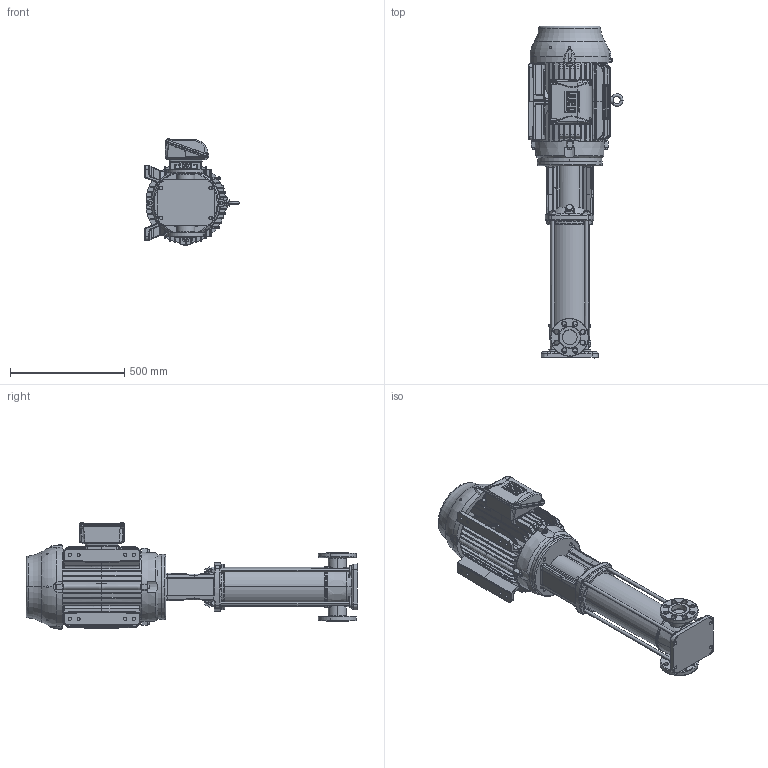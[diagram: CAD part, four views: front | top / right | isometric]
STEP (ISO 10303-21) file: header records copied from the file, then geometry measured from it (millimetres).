
FILE_DESCRIPTION (( 'STEP AP203' ), '1' );
FILE_NAME ('3350089 - MVI-100-10-25 HP-284TSC-304-E-575~3.step', '2022-03-31T13:55:28', ( '' ), ( '' ), 'SwSTEP 2.0', 'SolidWorks 2021', '' );
FILE_SCHEMA (( 'CONFIG_CONTROL_DESIGN' ));
Length unit declared in the file: inch
Products named in the file (5): sbi_n_20-10_flange(NEMA); MVI PEO - [304-EPDM]_3304089 - MVI-100-10-25 HP-284TSC-304-E-S; 2700105 - NEMA V2 25 HP 284_6TSC 575~3 TEFC W; TEFC MOTOR_2700105 - NEMA V2 25 HP 284_6TSC 575~3 TEFC W; 3350089 - MVI-100-10-25 HP-284TSC-304-E-575~3
Assembly tree (4 placements, depth 3):
  3350089 - MVI-100-10-25 HP-284TSC-304-E-575~3
    MVI PEO - [304-EPDM]_3304089 - MVI-100-10-25 HP-284TSC-304-E-S
      sbi_n_20-10_flange(NEMA)
    TEFC MOTOR_2700105 - NEMA V2 25 HP 284_6TSC 575~3 TEFC W
      2700105 - NEMA V2 25 HP 284_6TSC 575~3 TEFC W
Bounding box: 410.79 x 1449.62 x 466.9 mm (x, y, z)
Volume: 72164614.9 mm3; surface area: 3183936.5 mm2
Topology: 22 solids, 24 shells, 3607 faces, 9268 edges, 5789 vertices
Faces by surface type: bspline 1116, cylinder 1102, plane 1026, cone 286, torus 59, sphere 18
Entity records: 188030 total; most frequent: CARTESIAN_POINT 111010, ORIENTED_EDGE 18480, DIRECTION 12658, EDGE_CURVE 9240, VERTEX_POINT 5786, AXIS2_PLACEMENT_3D 4973, EDGE_LOOP 3808, FACE_OUTER_BOUND 3607
